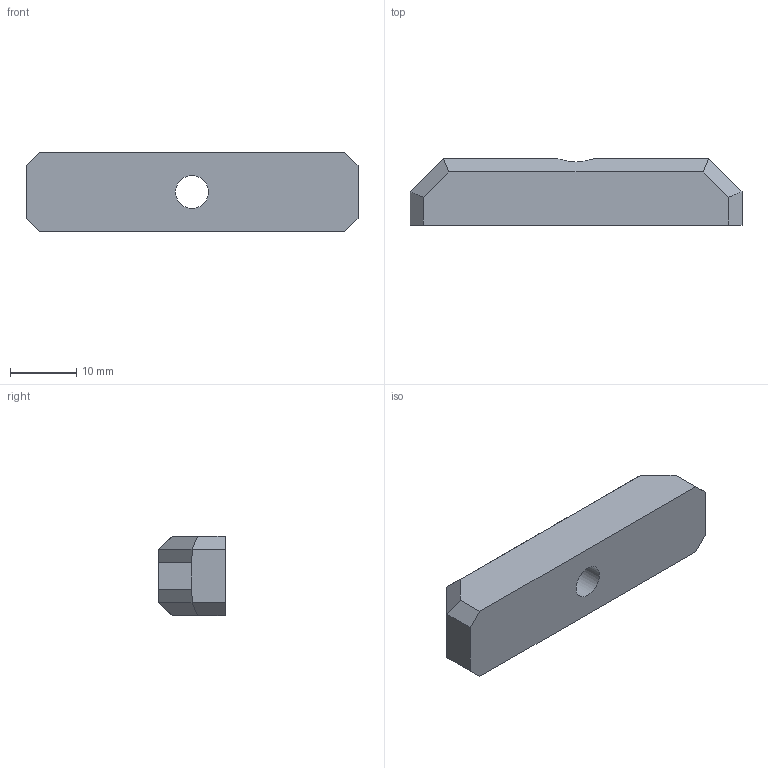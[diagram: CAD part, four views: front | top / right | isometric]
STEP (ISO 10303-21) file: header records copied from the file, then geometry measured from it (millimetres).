
FILE_DESCRIPTION(/* description */ (''),/* implementation_level */ '2;1');
FILE_NAME(/* name */ 'Belt_Clamp.step',/* time_stamp */ '2021-04-18T23:12:18+02:00',/* author */ (''),/* organization */ (''),/* preprocessor_version */ 'ST-DEVELOPER v18.1',/* originating_system */ 'Autodesk Translation Framework v10.6.0.1341',/* authorisation */ '');
FILE_SCHEMA (('AUTOMOTIVE_DESIGN { 1 0 10303 214 3 1 1 }'));
Length unit declared in the file: millimetre
Products named in the file (1): Riemen_Klemmung
Bounding box: 50 x 10 x 12 mm (x, y, z)
Volume: 4415.5 mm3; surface area: 2661.1 mm2
Topology: 1 solids, 1 shells, 34 faces, 82 edges, 50 vertices
Faces by surface type: plane 30, torus 2, cylinder 2
Full cylindrical faces by diameter (mm): 5 x1, 9 x1
Entity records: 1026 total; most frequent: CARTESIAN_POINT 195, ORIENTED_EDGE 164, DIRECTION 156, EDGE_CURVE 82, LINE 70, VECTOR 70, VERTEX_POINT 50, AXIS2_PLACEMENT_3D 43
